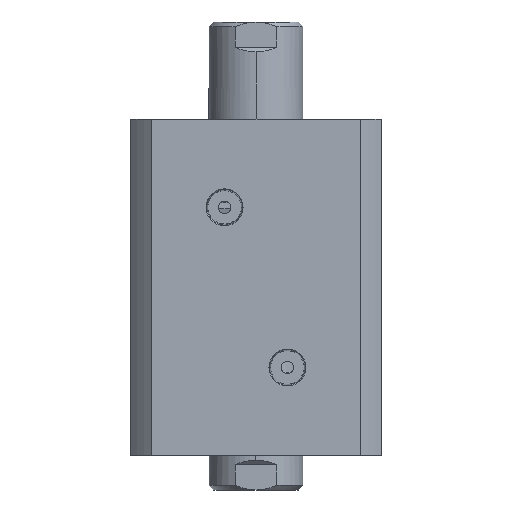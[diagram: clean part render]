
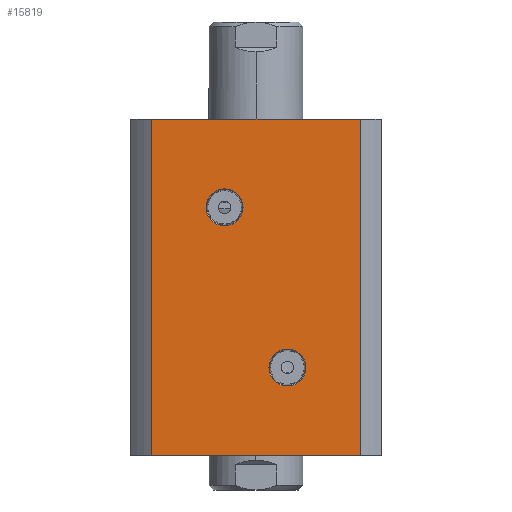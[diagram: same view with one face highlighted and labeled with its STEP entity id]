
A CAD part, left-side view. The second image highlights one B-rep face of the part: STEP entity #15819.
In plain terms, the highlighted planar face has unit normal (-1, 0, 0).
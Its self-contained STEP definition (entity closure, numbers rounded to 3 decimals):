
#110 = AXIS2_PLACEMENT_3D ( 'NONE', #21286, #4862, #16351 ) ;
#632 = VECTOR ( 'NONE', #17397, 1000. ) ;
#767 = FACE_BOUND ( 'NONE', #16310, .T. ) ;
#1034 = ORIENTED_EDGE ( 'NONE', *, *, #8941, .F. ) ;
#1913 = DIRECTION ( 'NONE',  ( 0., -1., 0. ) ) ;
#2264 = CARTESIAN_POINT ( 'NONE',  ( -40., 33.226, -53.5 ) ) ;
#4082 = DIRECTION ( 'NONE',  ( -1., 0., 0. ) ) ;
#4084 = EDGE_CURVE ( 'NONE', #5791, #12603, #16628, .T. ) ;
#4442 = CARTESIAN_POINT ( 'NONE',  ( -40., -33.226, -53.5 ) ) ;
#4489 = LINE ( 'NONE', #7584, #632 ) ;
#4576 = DIRECTION ( 'NONE',  ( 0., 0., -1. ) ) ;
#4862 = DIRECTION ( 'NONE',  ( -1., 0., 0. ) ) ;
#5016 = ORIENTED_EDGE ( 'NONE', *, *, #8680, .T. ) ;
#5360 = EDGE_CURVE ( 'NONE', #16802, #12892, #10887, .T. ) ;
#5791 = VERTEX_POINT ( 'NONE', #16862 ) ;
#6029 = CARTESIAN_POINT ( 'NONE',  ( -40., -10., -25.5 ) ) ;
#6041 = CARTESIAN_POINT ( 'NONE',  ( -40., 10., 25.5 ) ) ;
#6125 = DIRECTION ( 'NONE',  ( 0., -1., 0. ) ) ;
#6663 = EDGE_LOOP ( 'NONE', ( #5016, #7730, #1034, #15294 ) ) ;
#6796 = ORIENTED_EDGE ( 'NONE', *, *, #11156, .F. ) ;
#7476 = VECTOR ( 'NONE', #6125, 1000. ) ;
#7481 = AXIS2_PLACEMENT_3D ( 'NONE', #6041, #7701, #14230 ) ;
#7584 = CARTESIAN_POINT ( 'NONE',  ( -40., 33.226, 53.5 ) ) ;
#7701 = DIRECTION ( 'NONE',  ( -1., 0., 0. ) ) ;
#7730 = ORIENTED_EDGE ( 'NONE', *, *, #4084, .F. ) ;
#7761 = DIRECTION ( 'NONE',  ( 0., 0., 1. ) ) ;
#7844 = CIRCLE ( 'NONE', #110, 5.885 ) ;
#7879 = CARTESIAN_POINT ( 'NONE',  ( -40., 33.226, 53.5 ) ) ;
#8234 = LINE ( 'NONE', #11772, #12647 ) ;
#8680 = EDGE_CURVE ( 'NONE', #17116, #12603, #8234, .T. ) ;
#8941 = EDGE_CURVE ( 'NONE', #10455, #5791, #19899, .T. ) ;
#9348 = CIRCLE ( 'NONE', #7481, 5.885 ) ;
#9900 = CARTESIAN_POINT ( 'NONE',  ( -40., -10., -31.385 ) ) ;
#10455 = VERTEX_POINT ( 'NONE', #7879 ) ;
#10807 = EDGE_CURVE ( 'NONE', #10455, #17116, #4489, .T. ) ;
#10887 = CIRCLE ( 'NONE', #19851, 5.885 ) ;
#11156 = EDGE_CURVE ( 'NONE', #21156, #18933, #7844, .T. ) ;
#11584 = CARTESIAN_POINT ( 'NONE',  ( -40., -10., -19.615 ) ) ;
#11772 = CARTESIAN_POINT ( 'NONE',  ( -40., 33.226, -53.5 ) ) ;
#12483 = EDGE_LOOP ( 'NONE', ( #15257, #18362 ) ) ;
#12603 = VERTEX_POINT ( 'NONE', #4442 ) ;
#12635 = CARTESIAN_POINT ( 'NONE',  ( -40., 33.226, 53.5 ) ) ;
#12647 = VECTOR ( 'NONE', #1913, 1000. ) ;
#12821 = CARTESIAN_POINT ( 'NONE',  ( -40., 33.226, 53.5 ) ) ;
#12892 = VERTEX_POINT ( 'NONE', #9900 ) ;
#13434 = FACE_OUTER_BOUND ( 'NONE', #6663, .T. ) ;
#13833 = EDGE_CURVE ( 'NONE', #18933, #21156, #9348, .T. ) ;
#14003 = CARTESIAN_POINT ( 'NONE',  ( -40., -10., -25.5 ) ) ;
#14025 = AXIS2_PLACEMENT_3D ( 'NONE', #12821, #14498, #4576 ) ;
#14213 = DIRECTION ( 'NONE',  ( 0., 0., 1. ) ) ;
#14230 = DIRECTION ( 'NONE',  ( 0., 0., 1. ) ) ;
#14371 = DIRECTION ( 'NONE',  ( -1., 0., 0. ) ) ;
#14498 = DIRECTION ( 'NONE',  ( 1., 0., 0. ) ) ;
#15257 = ORIENTED_EDGE ( 'NONE', *, *, #5360, .F. ) ;
#15294 = ORIENTED_EDGE ( 'NONE', *, *, #10807, .T. ) ;
#15520 = FACE_BOUND ( 'NONE', #12483, .T. ) ;
#15694 = AXIS2_PLACEMENT_3D ( 'NONE', #6029, #14371, #7761 ) ;
#15819 = ADVANCED_FACE ( 'NONE', ( #15520, #767, #13434 ), #17660, .F. ) ;
#15881 = EDGE_CURVE ( 'NONE', #12892, #16802, #16027, .T. ) ;
#16027 = CIRCLE ( 'NONE', #15694, 5.885 ) ;
#16310 = EDGE_LOOP ( 'NONE', ( #18097, #6796 ) ) ;
#16351 = DIRECTION ( 'NONE',  ( 0., 0., 1. ) ) ;
#16628 = LINE ( 'NONE', #17792, #20511 ) ;
#16802 = VERTEX_POINT ( 'NONE', #11584 ) ;
#16862 = CARTESIAN_POINT ( 'NONE',  ( -40., -33.226, 53.5 ) ) ;
#17116 = VERTEX_POINT ( 'NONE', #2264 ) ;
#17397 = DIRECTION ( 'NONE',  ( 0., 0., -1. ) ) ;
#17660 = PLANE ( 'NONE',  #14025 ) ;
#17792 = CARTESIAN_POINT ( 'NONE',  ( -40., -33.226, 53.5 ) ) ;
#18097 = ORIENTED_EDGE ( 'NONE', *, *, #13833, .F. ) ;
#18362 = ORIENTED_EDGE ( 'NONE', *, *, #15881, .F. ) ;
#18933 = VERTEX_POINT ( 'NONE', #20965 ) ;
#19343 = DIRECTION ( 'NONE',  ( 0., 0., -1. ) ) ;
#19851 = AXIS2_PLACEMENT_3D ( 'NONE', #14003, #4082, #14213 ) ;
#19899 = LINE ( 'NONE', #12635, #7476 ) ;
#19977 = CARTESIAN_POINT ( 'NONE',  ( -40., 10., 19.615 ) ) ;
#20511 = VECTOR ( 'NONE', #19343, 1000. ) ;
#20965 = CARTESIAN_POINT ( 'NONE',  ( -40., 10., 31.385 ) ) ;
#21156 = VERTEX_POINT ( 'NONE', #19977 ) ;
#21286 = CARTESIAN_POINT ( 'NONE',  ( -40., 10., 25.5 ) ) ;
